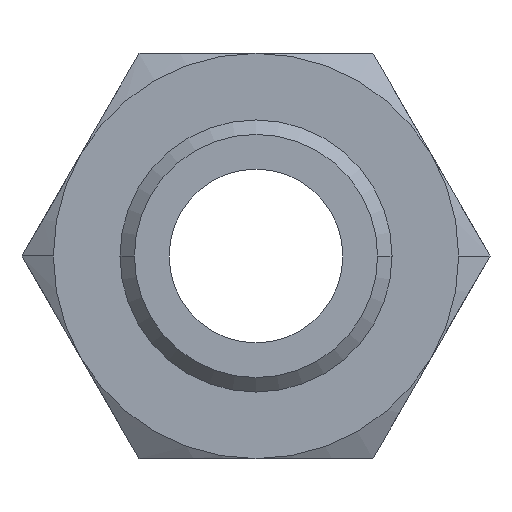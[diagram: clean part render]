
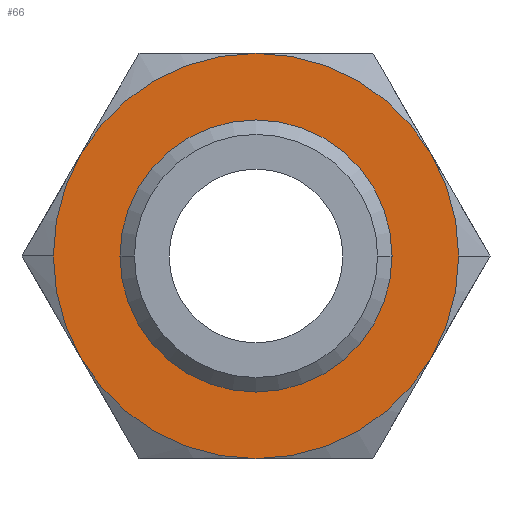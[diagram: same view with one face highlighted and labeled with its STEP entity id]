
A CAD part, front view. The second image highlights one B-rep face of the part: STEP entity #66.
In plain terms, the highlighted planar face has unit normal (0, -1, 0).
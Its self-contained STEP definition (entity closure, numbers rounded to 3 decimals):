
#66=ADVANCED_FACE('',(#167,#168),#169,.T.);
#167=FACE_OUTER_BOUND('',#306,.T.);
#168=FACE_BOUND('',#307,.T.);
#169=PLANE('',#308);
#306=EDGE_LOOP('',(#439,#440,#441,#442,#443,#444,#445,#446));
#307=EDGE_LOOP('',(#447,#448));
#308=AXIS2_PLACEMENT_3D('',#449,#450,#451);
#439=ORIENTED_EDGE('',*,*,#783,.T.);
#440=ORIENTED_EDGE('',*,*,#784,.T.);
#441=ORIENTED_EDGE('',*,*,#785,.T.);
#442=ORIENTED_EDGE('',*,*,#786,.T.);
#443=ORIENTED_EDGE('',*,*,#787,.T.);
#444=ORIENTED_EDGE('',*,*,#788,.T.);
#445=ORIENTED_EDGE('',*,*,#789,.T.);
#446=ORIENTED_EDGE('',*,*,#790,.T.);
#447=ORIENTED_EDGE('',*,*,#791,.F.);
#448=ORIENTED_EDGE('',*,*,#792,.F.);
#449=CARTESIAN_POINT('',(-3.5,10.5,0.0));
#450=DIRECTION('',(0.,-1.0,0.0));
#451=DIRECTION('',(-1.0,0.,0.0));
#783=EDGE_CURVE('',#913,#914,#915,.T.);
#784=EDGE_CURVE('',#914,#916,#917,.T.);
#785=EDGE_CURVE('',#916,#918,#919,.T.);
#786=EDGE_CURVE('',#918,#920,#921,.T.);
#787=EDGE_CURVE('',#920,#922,#923,.T.);
#788=EDGE_CURVE('',#922,#924,#925,.T.);
#789=EDGE_CURVE('',#924,#926,#927,.T.);
#790=EDGE_CURVE('',#926,#913,#928,.T.);
#791=EDGE_CURVE('',#929,#930,#931,.T.);
#792=EDGE_CURVE('',#930,#929,#932,.T.);
#913=VERTEX_POINT('',#1095);
#914=VERTEX_POINT('',#1096);
#915=CIRCLE('',#1097,7.0);
#916=VERTEX_POINT('',#1098);
#917=CIRCLE('',#1099,7.0);
#918=VERTEX_POINT('',#1100);
#919=CIRCLE('',#1101,7.0);
#920=VERTEX_POINT('',#1102);
#921=CIRCLE('',#1103,7.0);
#922=VERTEX_POINT('',#1104);
#923=CIRCLE('',#1105,7.0);
#924=VERTEX_POINT('',#1106);
#925=CIRCLE('',#1107,7.0);
#926=VERTEX_POINT('',#1108);
#927=CIRCLE('',#1109,7.0);
#928=CIRCLE('',#1110,7.0);
#929=VERTEX_POINT('',#1111);
#930=VERTEX_POINT('',#1112);
#931=CIRCLE('',#1113,4.7);
#932=CIRCLE('',#1114,4.7);
#1095=CARTESIAN_POINT('',(-6.062,10.5,3.5));
#1096=CARTESIAN_POINT('',(-7.0,10.5,0.));
#1097=AXIS2_PLACEMENT_3D('',#1444,#1445,#1446);
#1098=CARTESIAN_POINT('',(-6.062,10.5,-3.5));
#1099=AXIS2_PLACEMENT_3D('',#1447,#1448,#1449);
#1100=CARTESIAN_POINT('',(0.,10.5,-7.0));
#1101=AXIS2_PLACEMENT_3D('',#1450,#1451,#1452);
#1102=CARTESIAN_POINT('',(6.062,10.5,-3.5));
#1103=AXIS2_PLACEMENT_3D('',#1453,#1454,#1455);
#1104=CARTESIAN_POINT('',(7.0,10.5,0.));
#1105=AXIS2_PLACEMENT_3D('',#1456,#1457,#1458);
#1106=CARTESIAN_POINT('',(6.062,10.5,3.5));
#1107=AXIS2_PLACEMENT_3D('',#1459,#1460,#1461);
#1108=CARTESIAN_POINT('',(0.,10.5,7.0));
#1109=AXIS2_PLACEMENT_3D('',#1462,#1463,#1464);
#1110=AXIS2_PLACEMENT_3D('',#1465,#1466,#1467);
#1111=CARTESIAN_POINT('',(-4.7,10.5,0.));
#1112=CARTESIAN_POINT('',(4.7,10.5,0.));
#1113=AXIS2_PLACEMENT_3D('',#1468,#1469,#1470);
#1114=AXIS2_PLACEMENT_3D('',#1471,#1472,#1473);
#1444=CARTESIAN_POINT('',(0.,10.5,0.0));
#1445=DIRECTION('',(0.,-1.0,0.0));
#1446=DIRECTION('',(-1.0,0.,0.0));
#1447=CARTESIAN_POINT('',(0.,10.5,0.0));
#1448=DIRECTION('',(0.,-1.0,0.0));
#1449=DIRECTION('',(-1.0,0.,0.0));
#1450=CARTESIAN_POINT('',(0.,10.5,0.0));
#1451=DIRECTION('',(0.,-1.0,0.0));
#1452=DIRECTION('',(-1.0,0.,0.0));
#1453=CARTESIAN_POINT('',(0.,10.5,0.0));
#1454=DIRECTION('',(0.,-1.0,0.0));
#1455=DIRECTION('',(-1.0,0.,0.0));
#1456=CARTESIAN_POINT('',(0.,10.5,0.0));
#1457=DIRECTION('',(0.,-1.0,0.0));
#1458=DIRECTION('',(-1.0,0.,0.0));
#1459=CARTESIAN_POINT('',(0.,10.5,0.0));
#1460=DIRECTION('',(0.,-1.0,0.0));
#1461=DIRECTION('',(-1.0,0.,0.0));
#1462=CARTESIAN_POINT('',(0.,10.5,0.0));
#1463=DIRECTION('',(0.,-1.0,0.0));
#1464=DIRECTION('',(-1.0,0.,0.0));
#1465=CARTESIAN_POINT('',(0.,10.5,0.0));
#1466=DIRECTION('',(0.,-1.0,0.0));
#1467=DIRECTION('',(-1.0,0.,0.0));
#1468=CARTESIAN_POINT('',(0.0,10.5,0.0));
#1469=DIRECTION('',(0.,-1.0,0.0));
#1470=DIRECTION('',(1.0,0.,0.0));
#1471=CARTESIAN_POINT('',(0.0,10.5,0.0));
#1472=DIRECTION('',(0.,-1.0,0.0));
#1473=DIRECTION('',(1.0,0.,0.0));
